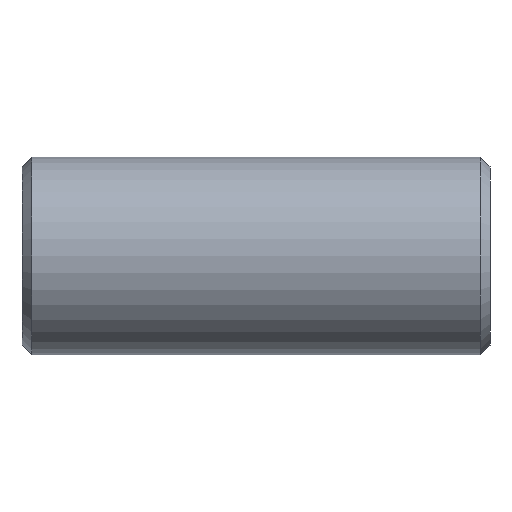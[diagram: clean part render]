
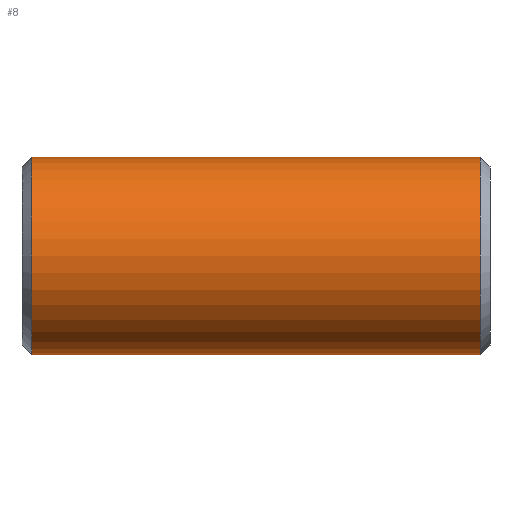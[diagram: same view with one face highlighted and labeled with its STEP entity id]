
A CAD part, front view. The second image highlights one B-rep face of the part: STEP entity #8.
In plain terms, the highlighted cylindrical face has radius 24.13 mm (diameter 48.26 mm), a partial arc.
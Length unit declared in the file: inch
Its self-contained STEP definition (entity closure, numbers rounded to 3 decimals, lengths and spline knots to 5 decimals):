
#8 = ADVANCED_FACE ( 'NONE', ( #330 ), #550, .T. ) ;
#19 = ORIENTED_EDGE ( 'NONE', *, *, #221, .T. ) ;
#23 = CARTESIAN_POINT ( 'NONE',  ( -2.15633, 0., 0.95 ) ) ;
#31 = CARTESIAN_POINT ( 'NONE',  ( 2.25, 0., -0.95 ) ) ;
#36 = CARTESIAN_POINT ( 'NONE',  ( 2.25, 0., 0.95 ) ) ;
#46 = DIRECTION ( 'NONE',  ( -1., 0., 0. ) ) ;
#63 = ORIENTED_EDGE ( 'NONE', *, *, #501, .F. ) ;
#90 = AXIS2_PLACEMENT_3D ( 'NONE', #200, #577, #414 ) ;
#113 = DIRECTION ( 'NONE',  ( 1., 0., 0. ) ) ;
#122 = EDGE_CURVE ( 'NONE', #536, #478, #658, .T. ) ;
#134 = EDGE_LOOP ( 'NONE', ( #63, #19, #453, #546 ) ) ;
#162 = CARTESIAN_POINT ( 'NONE',  ( 2.15633, 0., -0.95 ) ) ;
#167 = AXIS2_PLACEMENT_3D ( 'NONE', #436, #113, #666 ) ;
#175 = VECTOR ( 'NONE', #476, 39.37008 ) ;
#176 = VERTEX_POINT ( 'NONE', #162 ) ;
#200 = CARTESIAN_POINT ( 'NONE',  ( 2.15633, 0., 0. ) ) ;
#221 = EDGE_CURVE ( 'NONE', #176, #536, #248, .T. ) ;
#248 = CIRCLE ( 'NONE', #90, 0.95 ) ;
#310 = CARTESIAN_POINT ( 'NONE',  ( -2.15633, 0., -0.95 ) ) ;
#330 = FACE_OUTER_BOUND ( 'NONE', #134, .T. ) ;
#364 = LINE ( 'NONE', #31, #175 ) ;
#388 = CARTESIAN_POINT ( 'NONE',  ( 2.25, 0., 0. ) ) ;
#400 = DIRECTION ( 'NONE',  ( 0., 0., 1. ) ) ;
#414 = DIRECTION ( 'NONE',  ( 0., 0., -1. ) ) ;
#436 = CARTESIAN_POINT ( 'NONE',  ( -2.15633, 0., 0. ) ) ;
#453 = ORIENTED_EDGE ( 'NONE', *, *, #122, .T. ) ;
#476 = DIRECTION ( 'NONE',  ( -1., 0., 0. ) ) ;
#478 = VERTEX_POINT ( 'NONE', #23 ) ;
#483 = VERTEX_POINT ( 'NONE', #310 ) ;
#491 = CARTESIAN_POINT ( 'NONE',  ( 2.15633, 0., 0.95 ) ) ;
#501 = EDGE_CURVE ( 'NONE', #176, #483, #364, .T. ) ;
#536 = VERTEX_POINT ( 'NONE', #491 ) ;
#546 = ORIENTED_EDGE ( 'NONE', *, *, #657, .T. ) ;
#550 = CYLINDRICAL_SURFACE ( 'NONE', #675, 0.95 ) ;
#560 = DIRECTION ( 'NONE',  ( -1., 0., 0. ) ) ;
#574 = CIRCLE ( 'NONE', #167, 0.95 ) ;
#577 = DIRECTION ( 'NONE',  ( -1., 0., 0. ) ) ;
#629 = VECTOR ( 'NONE', #560, 39.37008 ) ;
#657 = EDGE_CURVE ( 'NONE', #478, #483, #574, .T. ) ;
#658 = LINE ( 'NONE', #36, #629 ) ;
#666 = DIRECTION ( 'NONE',  ( 0., 0., 1. ) ) ;
#675 = AXIS2_PLACEMENT_3D ( 'NONE', #388, #46, #400 ) ;
